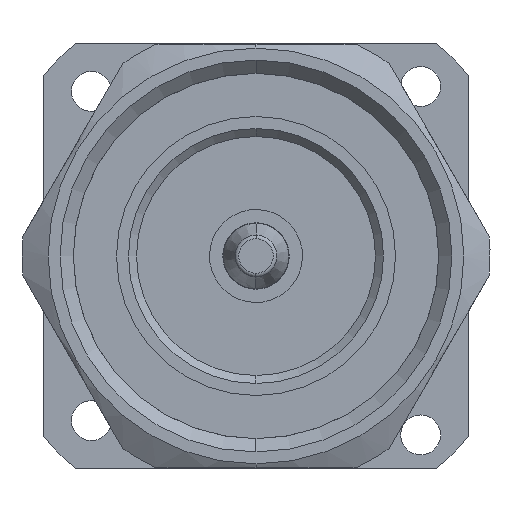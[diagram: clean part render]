
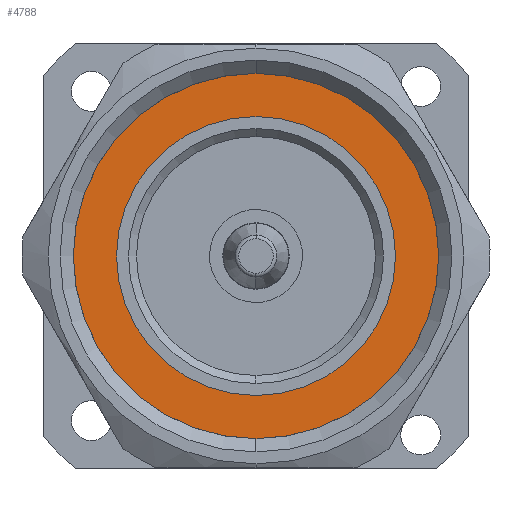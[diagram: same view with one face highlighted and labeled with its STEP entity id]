
A CAD part, left-side view. The second image highlights one B-rep face of the part: STEP entity #4788.
In plain terms, the highlighted planar face has unit normal (-1, 0, 0).
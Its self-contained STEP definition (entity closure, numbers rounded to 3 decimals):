
#50 = CIRCLE ( 'NONE', #2659, 10.5 ) ;
#438 = ORIENTED_EDGE ( 'NONE', *, *, #6353, .F. ) ;
#465 = CARTESIAN_POINT ( 'NONE',  ( 6.266, 0., 0. ) ) ;
#673 = CARTESIAN_POINT ( 'NONE',  ( 6.266, 0., -14.226 ) ) ;
#684 = DIRECTION ( 'NONE',  ( 1., 0., 0. ) ) ;
#947 = EDGE_LOOP ( 'NONE', ( #5892, #7914 ) ) ;
#1026 = CARTESIAN_POINT ( 'NONE',  ( 6.266, 0., 10.5 ) ) ;
#1428 = VERTEX_POINT ( 'NONE', #1026 ) ;
#1879 = DIRECTION ( 'NONE',  ( 0., 0., -1. ) ) ;
#2025 = EDGE_CURVE ( 'NONE', #1428, #7010, #6466, .T. ) ;
#2427 = CARTESIAN_POINT ( 'NONE',  ( 6.266, 0., 0. ) ) ;
#2467 = DIRECTION ( 'NONE',  ( 1., 0., 0. ) ) ;
#2519 = CARTESIAN_POINT ( 'NONE',  ( 6.266, 0., 0. ) ) ;
#2659 = AXIS2_PLACEMENT_3D ( 'NONE', #7231, #684, #1879 ) ;
#2844 = EDGE_LOOP ( 'NONE', ( #438, #4174 ) ) ;
#3132 = DIRECTION ( 'NONE',  ( 1., 0., 0. ) ) ;
#3750 = DIRECTION ( 'NONE',  ( 0., 0., -1. ) ) ;
#3819 = FACE_OUTER_BOUND ( 'NONE', #2844, .T. ) ;
#3860 = PLANE ( 'NONE',  #8015 ) ;
#3926 = VERTEX_POINT ( 'NONE', #673 ) ;
#4174 = ORIENTED_EDGE ( 'NONE', *, *, #5006, .F. ) ;
#4260 = AXIS2_PLACEMENT_3D ( 'NONE', #5693, #5048, #3750 ) ;
#4788 = ADVANCED_FACE ( 'NONE', ( #3819, #7054 ), #3860, .F. ) ;
#4888 = CARTESIAN_POINT ( 'NONE',  ( 6.266, 0., 14.226 ) ) ;
#5006 = EDGE_CURVE ( 'NONE', #3926, #6638, #7040, .T. ) ;
#5041 = DIRECTION ( 'NONE',  ( 1., 0., 0. ) ) ;
#5048 = DIRECTION ( 'NONE',  ( 1., 0., 0. ) ) ;
#5536 = AXIS2_PLACEMENT_3D ( 'NONE', #2427, #2467, #5712 ) ;
#5545 = CIRCLE ( 'NONE', #8142, 14.226 ) ;
#5569 = CARTESIAN_POINT ( 'NONE',  ( 6.266, 0., -10.5 ) ) ;
#5693 = CARTESIAN_POINT ( 'NONE',  ( 6.266, 0., 0. ) ) ;
#5712 = DIRECTION ( 'NONE',  ( 0., 0., -1. ) ) ;
#5759 = DIRECTION ( 'NONE',  ( 0., 0., -1. ) ) ;
#5892 = ORIENTED_EDGE ( 'NONE', *, *, #2025, .T. ) ;
#6353 = EDGE_CURVE ( 'NONE', #6638, #3926, #5545, .T. ) ;
#6444 = DIRECTION ( 'NONE',  ( 0., 1., 0. ) ) ;
#6466 = CIRCLE ( 'NONE', #4260, 10.5 ) ;
#6638 = VERTEX_POINT ( 'NONE', #4888 ) ;
#7010 = VERTEX_POINT ( 'NONE', #5569 ) ;
#7040 = CIRCLE ( 'NONE', #5536, 14.226 ) ;
#7054 = FACE_BOUND ( 'NONE', #947, .T. ) ;
#7167 = EDGE_CURVE ( 'NONE', #7010, #1428, #50, .T. ) ;
#7231 = CARTESIAN_POINT ( 'NONE',  ( 6.266, 0., 0. ) ) ;
#7914 = ORIENTED_EDGE ( 'NONE', *, *, #7167, .T. ) ;
#8015 = AXIS2_PLACEMENT_3D ( 'NONE', #465, #5041, #6444 ) ;
#8142 = AXIS2_PLACEMENT_3D ( 'NONE', #2519, #3132, #5759 ) ;
